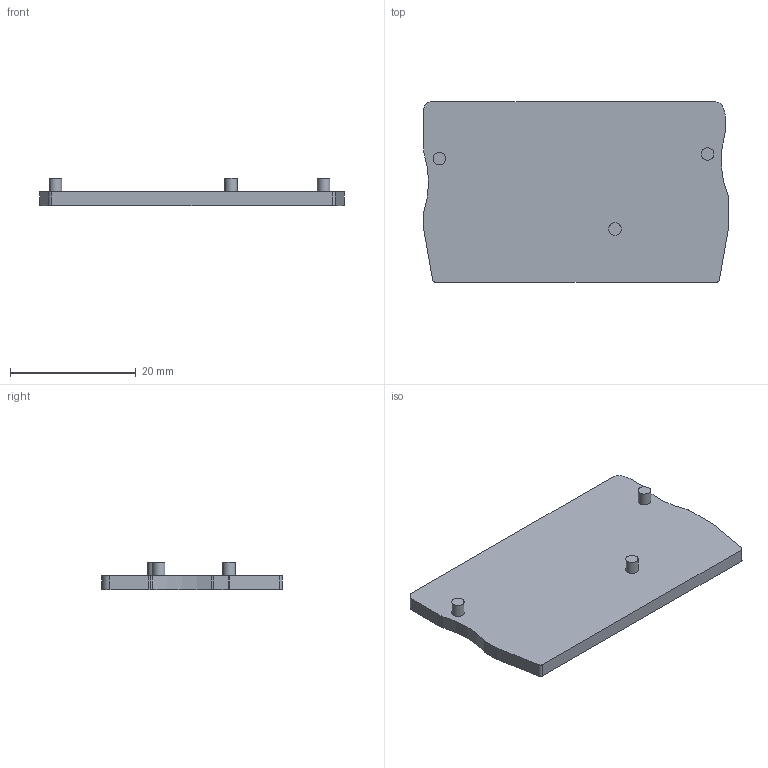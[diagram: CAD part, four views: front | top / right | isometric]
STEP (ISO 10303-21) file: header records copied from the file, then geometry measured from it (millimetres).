
FILE_DESCRIPTION(/* description */ (''),/* implementation_level */ '2;1');
FILE_NAME(/* name */ 'RIP2.5 GY.stp',/* time_stamp */ '2022-03-01T09:40:27+08:00',/* author */ (''),/* organization */ (''),/* preprocessor_version */ 'ST-DEVELOPER v16.7',/* originating_system */ 'SIEMENS PLM Software NX 12.0',/* authorisation */ '');
FILE_SCHEMA (('AUTOMOTIVE_DESIGN { 1 0 10303 214 3 1 1 1 }'));
Length unit declared in the file: millimetre
Products named in the file (1): RIP2.5 GY
Bounding box: 48.5 x 28.7 x 4.3 mm (x, y, z)
Volume: 3015.7 mm3; surface area: 3092.9 mm2
Topology: 1 solids, 1 shells, 31 faces, 88 edges, 62 vertices
Faces by surface type: cylinder 16, plane 15
Full cylindrical faces by diameter (mm): 2 x3
Entity records: 1053 total; most frequent: DIRECTION 191, CARTESIAN_POINT 179, ORIENTED_EDGE 170, EDGE_CURVE 85, AXIS2_PLACEMENT_3D 74, VERTEX_POINT 62, LINE 43, VECTOR 43
